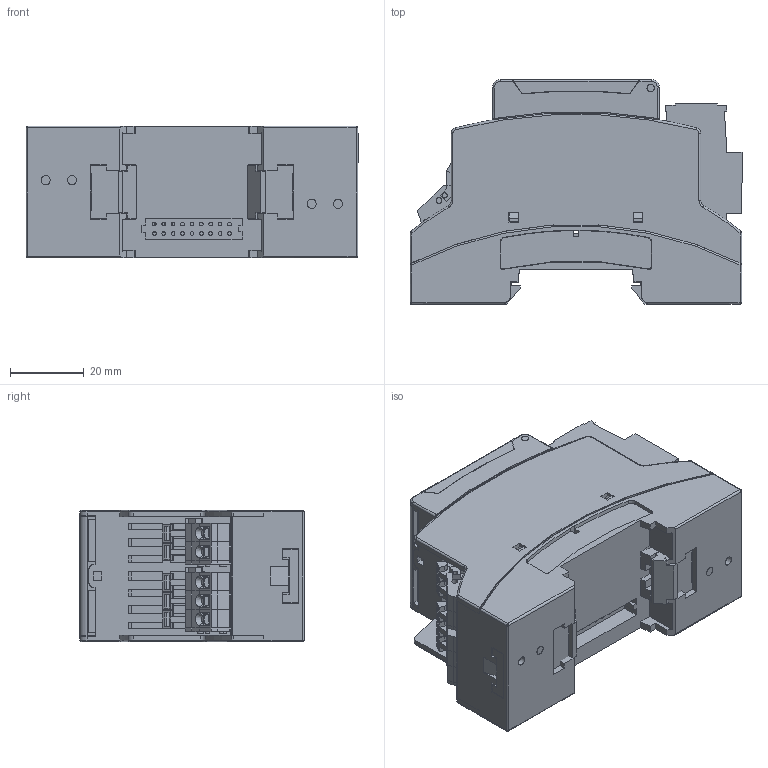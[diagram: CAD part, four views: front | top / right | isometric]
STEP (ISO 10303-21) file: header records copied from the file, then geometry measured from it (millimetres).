
FILE_DESCRIPTION(/* description */ (''),/* implementation_level */ '2;1');
FILE_NAME(/* name */ 'IsoBlock I-ST-1c.stp',/* time_stamp */ '2018-03-23T21:20:18+02:00',/* author */ ('Main-user GG'),/* organization */ (''),/* preprocessor_version */ 'ST-DEVELOPER v16.13',/* originating_system */ 'Autodesk Inventor 2018',/* authorisation */ '');
FILE_SCHEMA (('AUTOMOTIVE_DESIGN { 1 0 10303 214 3 1 1 }'));
Products named in the file (37): IsoBlock I-ST-1c; BC 2TE I-ST; 2896254; BC_35.6_GEH-UT_HBUS_H.Select; Fussriegel_14.4_L30_Sperr_H.Select.1; 2896047; BC_35.6_GEH-OT_U22_H.Select; BC_35.6_DKL_R_H.Select I-ST-1c; Vishay CSM3637; I-ST-1c PCB; Board_I-ST-1c_PCB; 399200302; STEP-691414720003B-rev1; Solid1_2; Solid2_2; Solid3_2; Solid4_2; Solid5_2; Solid6_2; Solid7_2; Solid8_2; Solid9_2; Solid10; Solid11; Solid12; Solid13; I-ST Plate; STEP-691414720002B-rev111; Solid1_3; Solid2_3; Solid3_3; Solid4_3; Solid5_3; Solid6_3; Solid7_3; Solid8_3; Solid9_3
Assembly tree (38 placements, depth 4):
  IsoBlock I-ST-1c
    BC 2TE I-ST
      2896254
        BC_35.6_GEH-UT_HBUS_H.Select
        Fussriegel_14.4_L30_Sperr_H.Select.1  x2
      2896047
        BC_35.6_GEH-OT_U22_H.Select
      BC_35.6_DKL_R_H.Select I-ST-1c
    Vishay CSM3637
    I-ST-1c PCB
      Board_I-ST-1c_PCB
    399200302
    STEP-691414720003B-rev1
      Solid1_2
      Solid2_2
      Solid3_2
      Solid4_2
      Solid5_2
      Solid6_2
      Solid7_2
      Solid8_2
      Solid9_2
      Solid10
      Solid11
      Solid12
      Solid13
    I-ST Plate  x2
    STEP-691414720002B-rev111
      Solid1_3
      Solid2_3
      Solid3_3
      Solid4_3
      Solid5_3
      Solid6_3
      Solid7_3
      Solid8_3
      Solid9_3
Bounding box: 89.74 x 60.7 x 35.6 mm (x, y, z)
Volume: 54379.5 mm3; surface area: 70986.6 mm2
Topology: 32 solids, 32 shells, 2611 faces, 7341 edges, 4810 vertices
Faces by surface type: plane 1965, cylinder 583, cone 23, torus 20, sphere 10, bspline 10
Full cylindrical faces by diameter (mm): 0.406 x46, 0.457 x44, 0.508 x38, 0.711 x3, 0.775 x10, 0.813 x2, 1 x18, 1.143 x14, 1.168 x10, 1.2 x12, 1.25 x12, 1.27 x2, 1.4 x17, 1.448 x2, 1.473 x6, 1.575 x2, 1.6 x24, 2 x4, 2.4 x6, 3.048 x2, 4.2 x2, 6.5 x2
Entity records: 86522 total; most frequent: CARTESIAN_POINT 15684, ORIENTED_EDGE 13830, DIRECTION 13382, EDGE_CURVE 6915, LINE 5610, VECTOR 5610, VERTEX_POINT 4712, AXIS2_PLACEMENT_3D 3886
